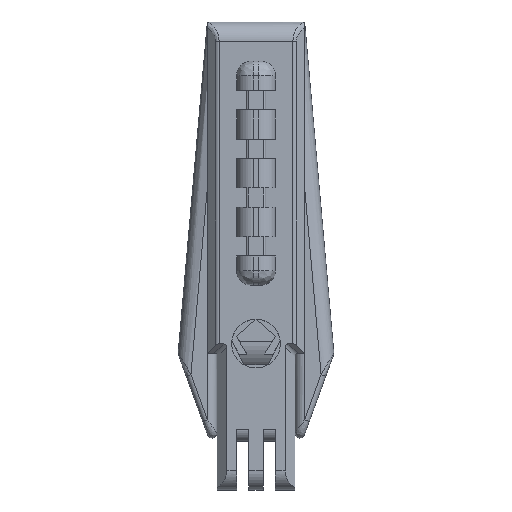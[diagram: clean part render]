
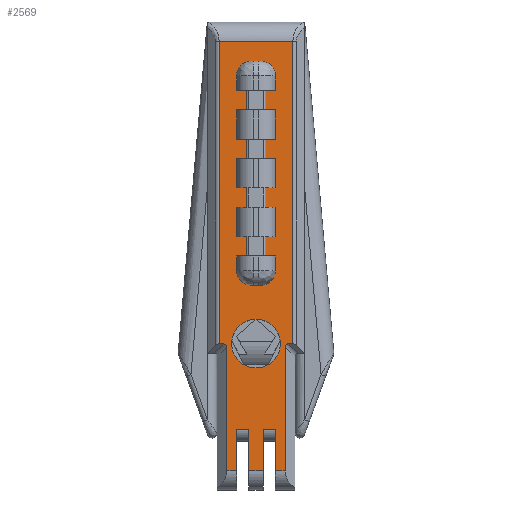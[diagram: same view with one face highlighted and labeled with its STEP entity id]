
A CAD part, front view. The second image highlights one B-rep face of the part: STEP entity #2569.
In plain terms, the highlighted planar face has unit normal (0, -1, 0).
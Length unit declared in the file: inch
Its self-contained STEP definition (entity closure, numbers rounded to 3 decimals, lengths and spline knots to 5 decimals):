
#13=FACE_BOUND('',#457,.T.);
#115=PLANE('',#2826);
#175=ELLIPSE('',#2827,0.0866,0.05);
#176=ELLIPSE('',#2828,0.0866,0.05);
#293=FACE_OUTER_BOUND('',#456,.T.);
#456=EDGE_LOOP('',(#2121,#2122,#2123,#2124,#2125,#2126,#2127,#2128,#2129,
#2130,#2131,#2132,#2133,#2134,#2135,#2136,#2137,#2138));
#457=EDGE_LOOP('',(#2139,#2140,#2141,#2142));
#655=LINE('',#4447,#894);
#657=LINE('',#4457,#896);
#662=LINE('',#4509,#901);
#664=LINE('',#4513,#903);
#665=LINE('',#4517,#904);
#666=LINE('',#4519,#905);
#667=LINE('',#4521,#906);
#668=LINE('',#4523,#907);
#669=LINE('',#4525,#908);
#670=LINE('',#4527,#909);
#671=LINE('',#4529,#910);
#672=LINE('',#4531,#911);
#673=LINE('',#4533,#912);
#674=LINE('',#4535,#913);
#675=LINE('',#4537,#914);
#676=LINE('',#4540,#915);
#677=LINE('',#4543,#916);
#678=LINE('',#4545,#917);
#679=LINE('',#4548,#918);
#894=VECTOR('',#3381,0.3937);
#896=VECTOR('',#3391,0.2);
#901=VECTOR('',#3406,0.3937);
#903=VECTOR('',#3410,0.3937);
#904=VECTOR('',#3413,0.3937);
#905=VECTOR('',#3414,0.3937);
#906=VECTOR('',#3415,0.3937);
#907=VECTOR('',#3416,0.3937);
#908=VECTOR('',#3417,0.3937);
#909=VECTOR('',#3418,0.3937);
#910=VECTOR('',#3419,0.3937);
#911=VECTOR('',#3420,0.3937);
#912=VECTOR('',#3421,0.3937);
#913=VECTOR('',#3422,0.3937);
#914=VECTOR('',#3423,0.3937);
#915=VECTOR('',#3426,0.3937);
#916=VECTOR('',#3427,0.3937);
#917=VECTOR('',#3428,0.3937);
#918=VECTOR('',#3431,0.3937);
#1056=CIRCLE('',#2829,0.25);
#1221=VERTEX_POINT('',#4437);
#1223=VERTEX_POINT('',#4443);
#1228=VERTEX_POINT('',#4455);
#1235=VERTEX_POINT('',#4507);
#1236=VERTEX_POINT('',#4512);
#1237=VERTEX_POINT('',#4514);
#1238=VERTEX_POINT('',#4516);
#1239=VERTEX_POINT('',#4518);
#1240=VERTEX_POINT('',#4520);
#1241=VERTEX_POINT('',#4522);
#1242=VERTEX_POINT('',#4524);
#1243=VERTEX_POINT('',#4526);
#1244=VERTEX_POINT('',#4528);
#1245=VERTEX_POINT('',#4530);
#1246=VERTEX_POINT('',#4532);
#1247=VERTEX_POINT('',#4534);
#1248=VERTEX_POINT('',#4536);
#1249=VERTEX_POINT('',#4538);
#1250=VERTEX_POINT('',#4541);
#1251=VERTEX_POINT('',#4542);
#1252=VERTEX_POINT('',#4544);
#1253=VERTEX_POINT('',#4546);
#1533=EDGE_CURVE('',#1221,#1223,#655,.T.);
#1538=EDGE_CURVE('',#1228,#1221,#657,.T.);
#1547=EDGE_CURVE('',#1235,#1228,#662,.T.);
#1549=EDGE_CURVE('',#1236,#1235,#664,.T.);
#1550=EDGE_CURVE('',#1237,#1236,#175,.T.);
#1551=EDGE_CURVE('',#1238,#1237,#665,.T.);
#1552=EDGE_CURVE('',#1239,#1238,#666,.T.);
#1553=EDGE_CURVE('',#1239,#1240,#667,.T.);
#1554=EDGE_CURVE('',#1241,#1240,#668,.T.);
#1555=EDGE_CURVE('',#1241,#1242,#669,.T.);
#1556=EDGE_CURVE('',#1243,#1242,#670,.T.);
#1557=EDGE_CURVE('',#1243,#1244,#671,.T.);
#1558=EDGE_CURVE('',#1245,#1244,#672,.T.);
#1559=EDGE_CURVE('',#1245,#1246,#673,.T.);
#1560=EDGE_CURVE('',#1247,#1246,#674,.T.);
#1561=EDGE_CURVE('',#1248,#1247,#675,.T.);
#1562=EDGE_CURVE('',#1249,#1248,#176,.T.);
#1563=EDGE_CURVE('',#1223,#1249,#676,.T.);
#1564=EDGE_CURVE('',#1250,#1251,#677,.T.);
#1565=EDGE_CURVE('',#1251,#1252,#678,.T.);
#1566=EDGE_CURVE('',#1252,#1253,#1056,.T.);
#1567=EDGE_CURVE('',#1253,#1250,#679,.T.);
#2121=ORIENTED_EDGE('',*,*,#1533,.F.);
#2122=ORIENTED_EDGE('',*,*,#1538,.F.);
#2123=ORIENTED_EDGE('',*,*,#1547,.F.);
#2124=ORIENTED_EDGE('',*,*,#1549,.F.);
#2125=ORIENTED_EDGE('',*,*,#1550,.F.);
#2126=ORIENTED_EDGE('',*,*,#1551,.F.);
#2127=ORIENTED_EDGE('',*,*,#1552,.F.);
#2128=ORIENTED_EDGE('',*,*,#1553,.T.);
#2129=ORIENTED_EDGE('',*,*,#1554,.F.);
#2130=ORIENTED_EDGE('',*,*,#1555,.T.);
#2131=ORIENTED_EDGE('',*,*,#1556,.F.);
#2132=ORIENTED_EDGE('',*,*,#1557,.T.);
#2133=ORIENTED_EDGE('',*,*,#1558,.F.);
#2134=ORIENTED_EDGE('',*,*,#1559,.T.);
#2135=ORIENTED_EDGE('',*,*,#1560,.F.);
#2136=ORIENTED_EDGE('',*,*,#1561,.F.);
#2137=ORIENTED_EDGE('',*,*,#1562,.F.);
#2138=ORIENTED_EDGE('',*,*,#1563,.F.);
#2139=ORIENTED_EDGE('',*,*,#1564,.T.);
#2140=ORIENTED_EDGE('',*,*,#1565,.T.);
#2141=ORIENTED_EDGE('',*,*,#1566,.T.);
#2142=ORIENTED_EDGE('',*,*,#1567,.T.);
#2569=ADVANCED_FACE('',(#293,#13),#115,.T.);
#2826=AXIS2_PLACEMENT_3D('',#4511,#3408,#3409);
#2827=AXIS2_PLACEMENT_3D('',#4515,#3411,#3412);
#2828=AXIS2_PLACEMENT_3D('',#4539,#3424,#3425);
#2829=AXIS2_PLACEMENT_3D('',#4547,#3429,#3430);
#3381=DIRECTION('',(0.,0.,-1.));
#3391=DIRECTION('',(1.,0.,0.));
#3406=DIRECTION('',(0.,0.,1.));
#3408=DIRECTION('center_axis',(0.,-1.,0.));
#3409=DIRECTION('ref_axis',(0.,0.,-1.));
#3410=DIRECTION('',(-1.,0.,0.));
#3411=DIRECTION('center_axis',(0.,-1.,0.));
#3412=DIRECTION('ref_axis',(0.707,0.,0.707));
#3413=DIRECTION('',(0.,0.,1.));
#3414=DIRECTION('',(-1.,0.,0.));
#3415=DIRECTION('',(0.,0.,1.));
#3416=DIRECTION('',(-1.,0.,0.));
#3417=DIRECTION('',(0.,0.,-1.));
#3418=DIRECTION('',(-1.,0.,0.));
#3419=DIRECTION('',(0.,0.,1.));
#3420=DIRECTION('',(-1.,0.,0.));
#3421=DIRECTION('',(0.,0.,-1.));
#3422=DIRECTION('',(-1.,0.,0.));
#3423=DIRECTION('',(0.,0.,-1.));
#3424=DIRECTION('center_axis',(0.,-1.,0.));
#3425=DIRECTION('ref_axis',(-0.707,0.,0.707));
#3426=DIRECTION('',(-1.,0.,0.));
#3427=DIRECTION('',(-1.,0.,0.));
#3428=DIRECTION('',(-0.446,0.,0.895));
#3429=DIRECTION('center_axis',(0.,1.,0.));
#3430=DIRECTION('ref_axis',(1.,0.,0.));
#3431=DIRECTION('',(-0.446,0.,-0.895));
#4437=CARTESIAN_POINT('',(0.29898,-0.17,3.20622));
#4443=CARTESIAN_POINT('',(0.29898,-0.17,0.1));
#4447=CARTESIAN_POINT('',(0.29898,-0.17,1.60389));
#4455=CARTESIAN_POINT('',(-0.4596,-0.17,3.20622));
#4457=CARTESIAN_POINT('',(-0.58031,-0.17,3.20622));
#4507=CARTESIAN_POINT('',(-0.4596,-0.17,0.1));
#4509=CARTESIAN_POINT('',(-0.4596,-0.17,0.75233));
#4511=CARTESIAN_POINT('Origin',(-0.08031,-0.17,1.00311));
#4512=CARTESIAN_POINT('',(-0.41567,-0.17,0.1));
#4513=CARTESIAN_POINT('',(-0.28031,-0.17,0.1));
#4514=CARTESIAN_POINT('',(-0.38031,-0.17,0.06464));
#4515=CARTESIAN_POINT('Origin',(-0.45102,-0.17,0.02929));
#4516=CARTESIAN_POINT('',(-0.38031,-0.17,-1.2));
#4517=CARTESIAN_POINT('',(-0.38031,-0.17,-0.19844));
#4518=CARTESIAN_POINT('',(-0.28031,-0.17,-1.2));
#4519=CARTESIAN_POINT('',(-0.18031,-0.17,-1.2));
#4520=CARTESIAN_POINT('',(-0.28031,-0.17,-0.775));
#4521=CARTESIAN_POINT('',(-0.28031,-0.17,-0.9));
#4522=CARTESIAN_POINT('',(-0.15531,-0.17,-0.775));
#4523=CARTESIAN_POINT('',(-0.11781,-0.17,-0.775));
#4524=CARTESIAN_POINT('',(-0.15531,-0.17,-1.2));
#4525=CARTESIAN_POINT('',(-0.15531,-0.17,-0.9));
#4526=CARTESIAN_POINT('',(-0.00531,-0.17,-1.2));
#4527=CARTESIAN_POINT('',(-0.04281,-0.17,-1.2));
#4528=CARTESIAN_POINT('',(-0.00531,-0.17,-0.775));
#4529=CARTESIAN_POINT('',(-0.00531,-0.17,-1.4));
#4530=CARTESIAN_POINT('',(0.11969,-0.17,-0.775));
#4531=CARTESIAN_POINT('',(0.01969,-0.17,-0.775));
#4532=CARTESIAN_POINT('',(0.11969,-0.17,-1.2));
#4533=CARTESIAN_POINT('',(0.11969,-0.17,-1.4));
#4534=CARTESIAN_POINT('',(0.21969,-0.17,-1.2));
#4535=CARTESIAN_POINT('',(0.11969,-0.17,-1.2));
#4536=CARTESIAN_POINT('',(0.21969,-0.17,0.06464));
#4537=CARTESIAN_POINT('',(0.21969,-0.17,0.50156));
#4538=CARTESIAN_POINT('',(0.25504,-0.17,0.1));
#4539=CARTESIAN_POINT('Origin',(0.2904,-0.17,0.02929));
#4540=CARTESIAN_POINT('',(0.16969,-0.17,0.1));
#4541=CARTESIAN_POINT('',(0.04367,-0.17,-0.11398));
#4542=CARTESIAN_POINT('',(-0.2043,-0.17,-0.11398));
#4543=CARTESIAN_POINT('',(-0.14231,-0.17,-0.11398));
#4544=CARTESIAN_POINT('',(-0.32829,-0.17,0.13487));
#4545=CARTESIAN_POINT('',(-0.47691,-0.17,0.43316));
#4546=CARTESIAN_POINT('',(0.16766,-0.17,0.13487));
#4547=CARTESIAN_POINT('Origin',(-0.08031,-0.17,0.10311));
#4548=CARTESIAN_POINT('',(0.25429,-0.17,0.30874));
